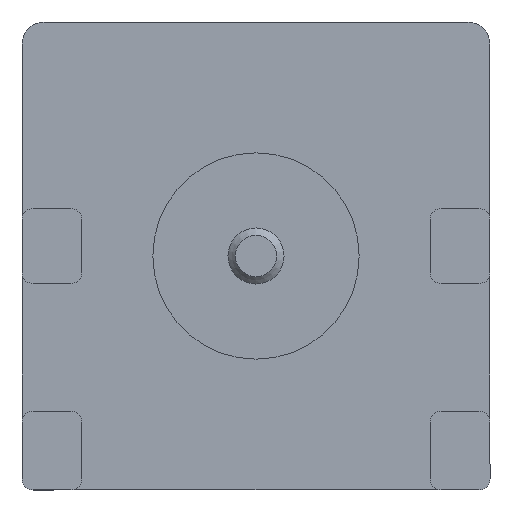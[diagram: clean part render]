
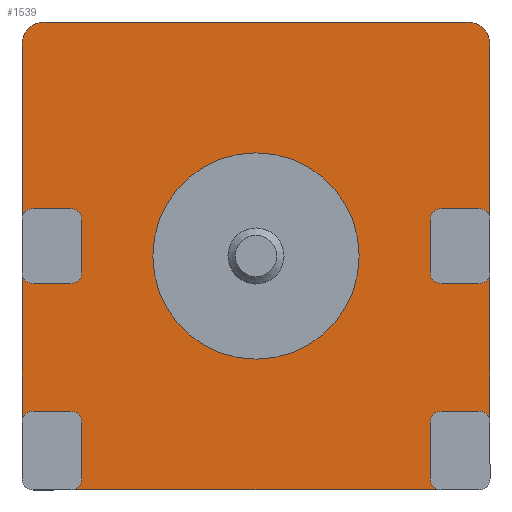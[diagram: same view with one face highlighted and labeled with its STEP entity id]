
A CAD part, front view. The second image highlights one B-rep face of the part: STEP entity #1539.
In plain terms, the highlighted face is planar.
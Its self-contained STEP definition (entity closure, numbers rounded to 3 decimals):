
#66=LINE('',#2393,#146);
#72=LINE('',#2408,#152);
#76=LINE('',#2421,#156);
#82=LINE('',#2432,#162);
#85=LINE('',#2441,#165);
#88=LINE('',#2453,#168);
#102=LINE('',#2529,#182);
#105=LINE('',#2541,#185);
#111=LINE('',#2556,#191);
#115=LINE('',#2568,#195);
#118=LINE('',#2578,#198);
#124=LINE('',#2589,#204);
#131=LINE('',#2642,#211);
#132=LINE('',#2661,#212);
#133=LINE('',#2663,#213);
#134=LINE('',#2667,#214);
#146=VECTOR('',#1874,0.72);
#152=VECTOR('',#1888,0.51);
#156=VECTOR('',#1900,2.38);
#162=VECTOR('',#1906,2.03);
#165=VECTOR('',#1917,0.51);
#168=VECTOR('',#1928,5.03);
#182=VECTOR('',#1972,0.51);
#185=VECTOR('',#1983,0.51);
#191=VECTOR('',#1997,0.72);
#195=VECTOR('',#2009,0.51);
#198=VECTOR('',#2020,2.03);
#204=VECTOR('',#2026,2.38);
#211=VECTOR('',#2059,0.51);
#212=VECTOR('',#2086,0.77);
#213=VECTOR('',#2089,0.77);
#214=VECTOR('',#2092,5.75);
#257=PLANE('',#1701);
#279=FACE_BOUND('',#487,.T.);
#366=FACE_OUTER_BOUND('',#486,.T.);
#486=EDGE_LOOP('',(#1230,#1231,#1232,#1233,#1234,#1235,#1236,#1237,#1238,
#1239,#1240,#1241,#1242,#1243,#1244,#1245,#1246,#1247,#1248,#1249,#1250,
#1251,#1252,#1253,#1254,#1255,#1256,#1257,#1258,#1259,#1260,#1261));
#487=EDGE_LOOP('',(#1262));
#601=CIRCLE('',#1626,0.15);
#603=CIRCLE('',#1630,0.15);
#605=CIRCLE('',#1634,0.15);
#607=CIRCLE('',#1638,0.15);
#609=CIRCLE('',#1642,0.15);
#614=CIRCLE('',#1655,0.15);
#615=CIRCLE('',#1657,0.15);
#617=CIRCLE('',#1661,0.15);
#619=CIRCLE('',#1665,0.15);
#621=CIRCLE('',#1669,0.15);
#623=CIRCLE('',#1673,0.15);
#625=CIRCLE('',#1677,0.15);
#630=CIRCLE('',#1686,0.15);
#631=CIRCLE('',#1689,0.15);
#637=CIRCLE('',#1702,0.3);
#638=CIRCLE('',#1703,0.3);
#639=CIRCLE('',#1704,1.4);
#710=VERTEX_POINT('',#2386);
#711=VERTEX_POINT('',#2388);
#712=VERTEX_POINT('',#2392);
#716=VERTEX_POINT('',#2401);
#717=VERTEX_POINT('',#2403);
#720=VERTEX_POINT('',#2413);
#721=VERTEX_POINT('',#2415);
#722=VERTEX_POINT('',#2420);
#727=VERTEX_POINT('',#2430);
#729=VERTEX_POINT('',#2436);
#732=VERTEX_POINT('',#2446);
#733=VERTEX_POINT('',#2448);
#734=VERTEX_POINT('',#2452);
#747=VERTEX_POINT('',#2519);
#748=VERTEX_POINT('',#2523);
#749=VERTEX_POINT('',#2525);
#752=VERTEX_POINT('',#2534);
#753=VERTEX_POINT('',#2536);
#754=VERTEX_POINT('',#2540);
#758=VERTEX_POINT('',#2549);
#759=VERTEX_POINT('',#2551);
#762=VERTEX_POINT('',#2561);
#763=VERTEX_POINT('',#2563);
#765=VERTEX_POINT('',#2572);
#766=VERTEX_POINT('',#2577);
#771=VERTEX_POINT('',#2587);
#773=VERTEX_POINT('',#2593);
#777=VERTEX_POINT('',#2634);
#778=VERTEX_POINT('',#2636);
#779=VERTEX_POINT('',#2640);
#785=VERTEX_POINT('',#2664);
#786=VERTEX_POINT('',#2666);
#787=VERTEX_POINT('',#2669);
#854=EDGE_CURVE('',#710,#711,#601,.F.);
#856=EDGE_CURVE('',#712,#711,#66,.T.);
#861=EDGE_CURVE('',#716,#717,#603,.F.);
#864=EDGE_CURVE('',#710,#717,#72,.T.);
#867=EDGE_CURVE('',#720,#721,#605,.F.);
#870=EDGE_CURVE('',#721,#722,#76,.T.);
#876=EDGE_CURVE('',#716,#727,#82,.T.);
#878=EDGE_CURVE('',#712,#729,#607,.F.);
#881=EDGE_CURVE('',#720,#729,#85,.T.);
#884=EDGE_CURVE('',#732,#733,#609,.F.);
#886=EDGE_CURVE('',#732,#734,#88,.T.);
#906=EDGE_CURVE('',#747,#727,#614,.F.);
#908=EDGE_CURVE('',#748,#749,#615,.F.);
#910=EDGE_CURVE('',#747,#749,#102,.T.);
#913=EDGE_CURVE('',#752,#753,#617,.F.);
#915=EDGE_CURVE('',#754,#753,#105,.T.);
#920=EDGE_CURVE('',#758,#759,#619,.F.);
#923=EDGE_CURVE('',#752,#759,#111,.T.);
#926=EDGE_CURVE('',#762,#763,#621,.F.);
#929=EDGE_CURVE('',#758,#763,#115,.T.);
#931=EDGE_CURVE('',#754,#765,#623,.F.);
#934=EDGE_CURVE('',#766,#765,#118,.T.);
#940=EDGE_CURVE('',#762,#771,#124,.T.);
#943=EDGE_CURVE('',#773,#734,#625,.F.);
#952=EDGE_CURVE('',#777,#778,#630,.F.);
#955=EDGE_CURVE('',#777,#779,#131,.T.);
#956=EDGE_CURVE('',#766,#779,#631,.F.);
#962=EDGE_CURVE('',#748,#733,#132,.T.);
#963=EDGE_CURVE('',#773,#778,#133,.T.);
#964=EDGE_CURVE('',#785,#771,#637,.T.);
#965=EDGE_CURVE('',#786,#785,#134,.T.);
#966=EDGE_CURVE('',#722,#786,#638,.T.);
#967=EDGE_CURVE('',#787,#787,#639,.T.);
#1230=ORIENTED_EDGE('',*,*,#881,.T.);
#1231=ORIENTED_EDGE('',*,*,#878,.F.);
#1232=ORIENTED_EDGE('',*,*,#856,.T.);
#1233=ORIENTED_EDGE('',*,*,#854,.F.);
#1234=ORIENTED_EDGE('',*,*,#864,.T.);
#1235=ORIENTED_EDGE('',*,*,#861,.F.);
#1236=ORIENTED_EDGE('',*,*,#876,.T.);
#1237=ORIENTED_EDGE('',*,*,#906,.F.);
#1238=ORIENTED_EDGE('',*,*,#910,.T.);
#1239=ORIENTED_EDGE('',*,*,#908,.F.);
#1240=ORIENTED_EDGE('',*,*,#962,.T.);
#1241=ORIENTED_EDGE('',*,*,#884,.F.);
#1242=ORIENTED_EDGE('',*,*,#886,.T.);
#1243=ORIENTED_EDGE('',*,*,#943,.F.);
#1244=ORIENTED_EDGE('',*,*,#963,.T.);
#1245=ORIENTED_EDGE('',*,*,#952,.F.);
#1246=ORIENTED_EDGE('',*,*,#955,.T.);
#1247=ORIENTED_EDGE('',*,*,#956,.F.);
#1248=ORIENTED_EDGE('',*,*,#934,.T.);
#1249=ORIENTED_EDGE('',*,*,#931,.F.);
#1250=ORIENTED_EDGE('',*,*,#915,.T.);
#1251=ORIENTED_EDGE('',*,*,#913,.F.);
#1252=ORIENTED_EDGE('',*,*,#923,.T.);
#1253=ORIENTED_EDGE('',*,*,#920,.F.);
#1254=ORIENTED_EDGE('',*,*,#929,.T.);
#1255=ORIENTED_EDGE('',*,*,#926,.F.);
#1256=ORIENTED_EDGE('',*,*,#940,.T.);
#1257=ORIENTED_EDGE('',*,*,#964,.F.);
#1258=ORIENTED_EDGE('',*,*,#965,.F.);
#1259=ORIENTED_EDGE('',*,*,#966,.F.);
#1260=ORIENTED_EDGE('',*,*,#870,.F.);
#1261=ORIENTED_EDGE('',*,*,#867,.F.);
#1262=ORIENTED_EDGE('',*,*,#967,.T.);
#1539=ADVANCED_FACE('',(#366,#279),#257,.F.);
#1626=AXIS2_PLACEMENT_3D('',#2389,#1869,#1870);
#1630=AXIS2_PLACEMENT_3D('',#2404,#1882,#1883);
#1634=AXIS2_PLACEMENT_3D('',#2416,#1894,#1895);
#1638=AXIS2_PLACEMENT_3D('',#2437,#1911,#1912);
#1642=AXIS2_PLACEMENT_3D('',#2449,#1923,#1924);
#1655=AXIS2_PLACEMENT_3D('',#2521,#1962,#1963);
#1657=AXIS2_PLACEMENT_3D('',#2526,#1967,#1968);
#1661=AXIS2_PLACEMENT_3D('',#2537,#1978,#1979);
#1665=AXIS2_PLACEMENT_3D('',#2552,#1991,#1992);
#1669=AXIS2_PLACEMENT_3D('',#2564,#2003,#2004);
#1673=AXIS2_PLACEMENT_3D('',#2573,#2014,#2015);
#1677=AXIS2_PLACEMENT_3D('',#2595,#2032,#2033);
#1686=AXIS2_PLACEMENT_3D('',#2637,#2053,#2054);
#1689=AXIS2_PLACEMENT_3D('',#2644,#2062,#2063);
#1701=AXIS2_PLACEMENT_3D('',#2662,#2087,#2088);
#1702=AXIS2_PLACEMENT_3D('',#2665,#2090,#2091);
#1703=AXIS2_PLACEMENT_3D('',#2668,#2093,#2094);
#1704=AXIS2_PLACEMENT_3D('',#2670,#2095,#2096);
#1869=DIRECTION('center_axis',(0.,0.,1.));
#1870=DIRECTION('ref_axis',(0.707,-0.707,0.));
#1874=DIRECTION('',(1.,0.,0.));
#1882=DIRECTION('center_axis',(0.,0.,1.));
#1883=DIRECTION('ref_axis',(0.707,0.707,0.));
#1888=DIRECTION('',(0.,1.,0.));
#1894=DIRECTION('center_axis',(0.,0.,1.));
#1895=DIRECTION('ref_axis',(-0.707,0.707,0.));
#1900=DIRECTION('',(-1.,0.,0.));
#1906=DIRECTION('',(1.,0.,0.));
#1911=DIRECTION('center_axis',(0.,0.,1.));
#1912=DIRECTION('ref_axis',(-0.707,-0.707,0.));
#1917=DIRECTION('',(0.,-1.,0.));
#1923=DIRECTION('center_axis',(0.,0.,1.));
#1924=DIRECTION('ref_axis',(0.707,-0.707,0.));
#1928=DIRECTION('',(0.,-1.,0.));
#1962=DIRECTION('center_axis',(0.,0.,1.));
#1963=DIRECTION('ref_axis',(-0.707,0.707,0.));
#1967=DIRECTION('center_axis',(0.,0.,1.));
#1968=DIRECTION('ref_axis',(-0.707,-0.707,0.));
#1972=DIRECTION('',(0.,-1.,0.));
#1978=DIRECTION('center_axis',(0.,0.,1.));
#1979=DIRECTION('ref_axis',(0.707,0.707,0.));
#1983=DIRECTION('',(0.,1.,0.));
#1991=DIRECTION('center_axis',(0.,0.,1.));
#1992=DIRECTION('ref_axis',(-0.707,0.707,0.));
#1997=DIRECTION('',(-1.,0.,0.));
#2003=DIRECTION('center_axis',(0.,0.,1.));
#2004=DIRECTION('ref_axis',(-0.707,-0.707,0.));
#2009=DIRECTION('',(0.,-1.,0.));
#2014=DIRECTION('center_axis',(0.,0.,1.));
#2015=DIRECTION('ref_axis',(0.707,-0.707,0.));
#2020=DIRECTION('',(-1.,0.,0.));
#2026=DIRECTION('',(-1.,0.,0.));
#2032=DIRECTION('center_axis',(0.,0.,1.));
#2033=DIRECTION('ref_axis',(0.707,0.707,0.));
#2053=DIRECTION('center_axis',(0.,0.,1.));
#2054=DIRECTION('ref_axis',(-0.707,0.707,0.));
#2059=DIRECTION('',(0.,-1.,0.));
#2062=DIRECTION('center_axis',(0.,0.,1.));
#2063=DIRECTION('ref_axis',(-0.707,-0.707,0.));
#2086=DIRECTION('',(1.,0.,0.));
#2087=DIRECTION('center_axis',(0.,0.,1.));
#2088=DIRECTION('ref_axis',(1.,0.,0.));
#2089=DIRECTION('',(-1.,0.,0.));
#2090=DIRECTION('center_axis',(0.,0.,1.));
#2091=DIRECTION('ref_axis',(-0.707,-0.707,0.));
#2092=DIRECTION('',(0.,-1.,0.));
#2093=DIRECTION('center_axis',(0.,0.,1.));
#2094=DIRECTION('ref_axis',(-0.707,0.707,0.));
#2095=DIRECTION('center_axis',(0.,0.,1.));
#2096=DIRECTION('ref_axis',(1.,0.,0.));
#2386=CARTESIAN_POINT('',(0.375,2.515,0.));
#2388=CARTESIAN_POINT('',(0.225,2.365,0.));
#2389=CARTESIAN_POINT('Origin',(0.225,2.515,0.));
#2392=CARTESIAN_POINT('',(-0.495,2.365,0.));
#2393=CARTESIAN_POINT('',(-0.323,2.365,0.));
#2401=CARTESIAN_POINT('',(0.225,3.175,0.));
#2403=CARTESIAN_POINT('',(0.375,3.025,0.));
#2404=CARTESIAN_POINT('Origin',(0.225,3.025,0.));
#2408=CARTESIAN_POINT('',(0.375,1.183,0.));
#2413=CARTESIAN_POINT('',(-0.645,3.025,0.));
#2415=CARTESIAN_POINT('',(-0.495,3.175,0.));
#2416=CARTESIAN_POINT('Origin',(-0.495,3.025,0.));
#2420=CARTESIAN_POINT('',(-2.875,3.175,0.));
#2421=CARTESIAN_POINT('',(3.175,3.175,0.));
#2430=CARTESIAN_POINT('',(2.255,3.175,0.));
#2432=CARTESIAN_POINT('',(1.588,3.175,0.));
#2436=CARTESIAN_POINT('',(-0.645,2.515,0.));
#2437=CARTESIAN_POINT('Origin',(-0.495,2.515,0.));
#2441=CARTESIAN_POINT('',(-0.645,1.588,0.));
#2446=CARTESIAN_POINT('',(3.175,2.515,0.));
#2448=CARTESIAN_POINT('',(3.025,2.365,0.));
#2449=CARTESIAN_POINT('Origin',(3.025,2.515,0.));
#2452=CARTESIAN_POINT('',(3.175,-2.515,0.));
#2453=CARTESIAN_POINT('',(3.175,-1.588,0.));
#2519=CARTESIAN_POINT('',(2.105,3.025,0.));
#2521=CARTESIAN_POINT('Origin',(2.255,3.025,0.));
#2523=CARTESIAN_POINT('',(2.255,2.365,0.));
#2525=CARTESIAN_POINT('',(2.105,2.515,0.));
#2526=CARTESIAN_POINT('Origin',(2.255,2.515,0.));
#2529=CARTESIAN_POINT('',(2.105,1.588,0.));
#2534=CARTESIAN_POINT('',(0.225,-2.365,0.));
#2536=CARTESIAN_POINT('',(0.375,-2.515,0.));
#2537=CARTESIAN_POINT('Origin',(0.225,-2.515,0.));
#2540=CARTESIAN_POINT('',(0.375,-3.025,0.));
#2541=CARTESIAN_POINT('',(0.375,-1.183,0.));
#2549=CARTESIAN_POINT('',(-0.645,-2.515,0.));
#2551=CARTESIAN_POINT('',(-0.495,-2.365,0.));
#2552=CARTESIAN_POINT('Origin',(-0.495,-2.515,0.));
#2556=CARTESIAN_POINT('',(-0.323,-2.365,0.));
#2561=CARTESIAN_POINT('',(-0.495,-3.175,0.));
#2563=CARTESIAN_POINT('',(-0.645,-3.025,0.));
#2564=CARTESIAN_POINT('Origin',(-0.495,-3.025,0.));
#2568=CARTESIAN_POINT('',(-0.645,-1.588,0.));
#2572=CARTESIAN_POINT('',(0.225,-3.175,0.));
#2573=CARTESIAN_POINT('Origin',(0.225,-3.025,0.));
#2577=CARTESIAN_POINT('',(2.255,-3.175,0.));
#2578=CARTESIAN_POINT('',(-1.588,-3.175,0.));
#2587=CARTESIAN_POINT('',(-2.875,-3.175,0.));
#2589=CARTESIAN_POINT('',(-1.588,-3.175,0.));
#2593=CARTESIAN_POINT('',(3.025,-2.365,0.));
#2595=CARTESIAN_POINT('Origin',(3.025,-2.515,0.));
#2634=CARTESIAN_POINT('',(2.105,-2.515,0.));
#2636=CARTESIAN_POINT('',(2.255,-2.365,0.));
#2637=CARTESIAN_POINT('Origin',(2.255,-2.515,0.));
#2640=CARTESIAN_POINT('',(2.105,-3.025,0.));
#2642=CARTESIAN_POINT('',(2.105,-1.588,0.));
#2644=CARTESIAN_POINT('Origin',(2.255,-3.025,0.));
#2661=CARTESIAN_POINT('',(1.053,2.365,0.));
#2662=CARTESIAN_POINT('Origin',(0.,0.,0.));
#2663=CARTESIAN_POINT('',(1.053,-2.365,0.));
#2664=CARTESIAN_POINT('',(-3.175,-2.875,0.));
#2665=CARTESIAN_POINT('Origin',(-2.875,-2.875,0.));
#2666=CARTESIAN_POINT('',(-3.175,2.875,0.));
#2667=CARTESIAN_POINT('',(-3.175,3.175,0.));
#2668=CARTESIAN_POINT('Origin',(-2.875,2.875,0.));
#2669=CARTESIAN_POINT('',(-1.4,0.,0.));
#2670=CARTESIAN_POINT('Origin',(0.,0.,0.));
